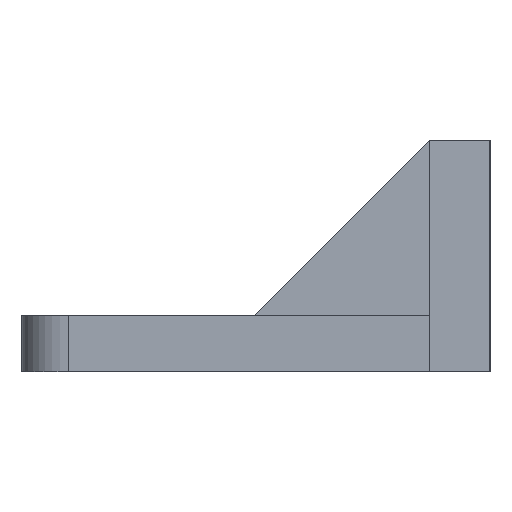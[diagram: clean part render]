
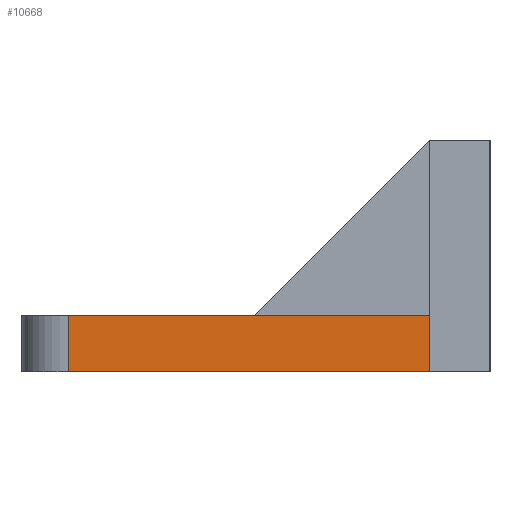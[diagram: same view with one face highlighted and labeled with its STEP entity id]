
A CAD part, left-side view. The second image highlights one B-rep face of the part: STEP entity #10668.
In plain terms, the highlighted planar face has unit normal (-1, 0, 0).
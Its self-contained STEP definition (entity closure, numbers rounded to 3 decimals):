
#10543=CARTESIAN_POINT('',(-342.1,10.379,0.561));
#10544=VERTEX_POINT('',#10543);
#10559=CARTESIAN_POINT('',(-342.1,10.379,6.621));
#10560=VERTEX_POINT('',#10559);
#10567=CARTESIAN_POINT('',(-342.1,10.379,6.621));
#10568=DIRECTION('',(0.,0.,-1.));
#10569=VECTOR('',#10568,6.06);
#10570=LINE('',#10567,#10569);
#10571=EDGE_CURVE('',#10560,#10544,#10570,.T.);
#10638=CARTESIAN_POINT('',(-342.1,31.879,6.621));
#10639=DIRECTION('',(1.,0.,0.));
#10640=DIRECTION('',(0.,0.,-1.));
#10641=AXIS2_PLACEMENT_3D('',#10638,#10639,#10640);
#10642=PLANE('',#10641);
#10643=CARTESIAN_POINT('',(-342.1,49.379,6.621));
#10644=VERTEX_POINT('',#10643);
#10645=CARTESIAN_POINT('',(-342.1,49.379,6.621));
#10646=DIRECTION('',(0.,-1.,0.));
#10647=VECTOR('',#10646,39.);
#10648=LINE('',#10645,#10647);
#10649=EDGE_CURVE('',#10644,#10560,#10648,.T.);
#10650=ORIENTED_EDGE('',*,*,#10649,.F.);
#10651=CARTESIAN_POINT('',(-342.1,49.379,0.561));
#10652=VERTEX_POINT('',#10651);
#10653=CARTESIAN_POINT('',(-342.1,49.379,6.621));
#10654=DIRECTION('',(0.,0.,-1.));
#10655=VECTOR('',#10654,6.06);
#10656=LINE('',#10653,#10655);
#10657=EDGE_CURVE('',#10644,#10652,#10656,.T.);
#10658=ORIENTED_EDGE('',*,*,#10657,.T.);
#10659=CARTESIAN_POINT('',(-342.1,49.379,0.561));
#10660=DIRECTION('',(0.,-1.,0.));
#10661=VECTOR('',#10660,39.);
#10662=LINE('',#10659,#10661);
#10663=EDGE_CURVE('',#10652,#10544,#10662,.T.);
#10664=ORIENTED_EDGE('',*,*,#10663,.T.);
#10665=ORIENTED_EDGE('',*,*,#10571,.F.);
#10666=EDGE_LOOP('',(#10650,#10658,#10664,#10665));
#10667=FACE_BOUND('',#10666,.T.);
#10668=ADVANCED_FACE('',(#10667),#10642,.F.);
